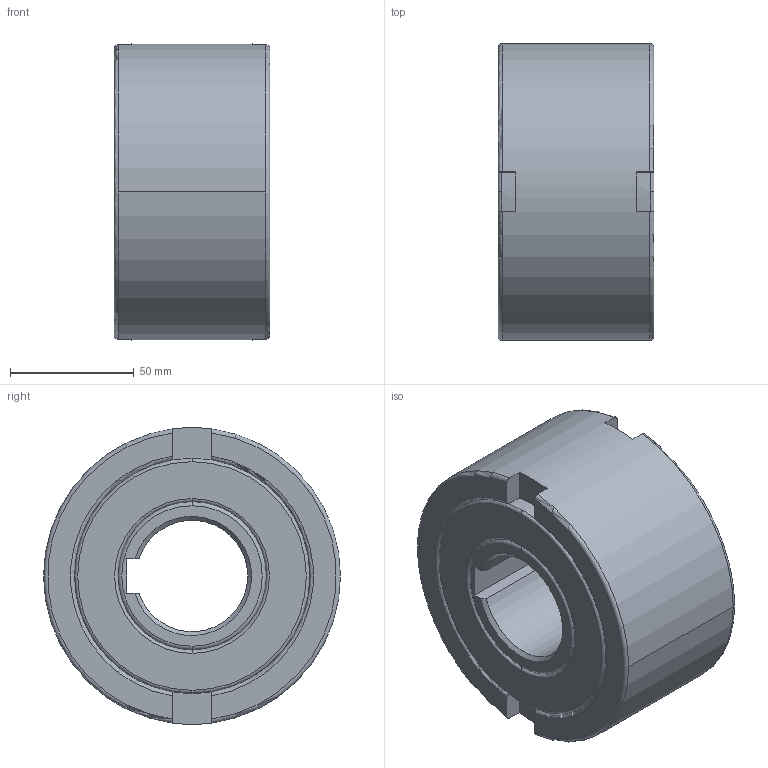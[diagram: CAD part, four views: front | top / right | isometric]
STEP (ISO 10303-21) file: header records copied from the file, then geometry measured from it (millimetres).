
FILE_DESCRIPTION(('STEP AP214'),'1');
FILE_NAME('gf_45.stp','2019-09-14T10:02:45',('TraceParts'),('TraceParts S.A.'),'Spatial InterOp 3D',' ',' ');
FILE_SCHEMA(('AUTOMOTIVE_DESIGN { 1 0 10303 214 1 1 1 1 }'));
Length unit declared in the file: millimetre
Products named in the file (1): gf_45
Bounding box: 63 x 120 x 119.88 mm (x, y, z)
Volume: 595132.8 mm3; surface area: 70300.4 mm2
Topology: 1 solids, 5 shells, 85 faces, 233 edges, 158 vertices
Faces by surface type: plane 29, torus 28, cylinder 24, cone 4
Entity records: 3292 total; most frequent: CARTESIAN_POINT 989, DIRECTION 531, ORIENTED_EDGE 466, EDGE_CURVE 233, AXIS2_PLACEMENT_3D 232, VERTEX_POINT 158, CIRCLE 146, EDGE_LOOP 95
